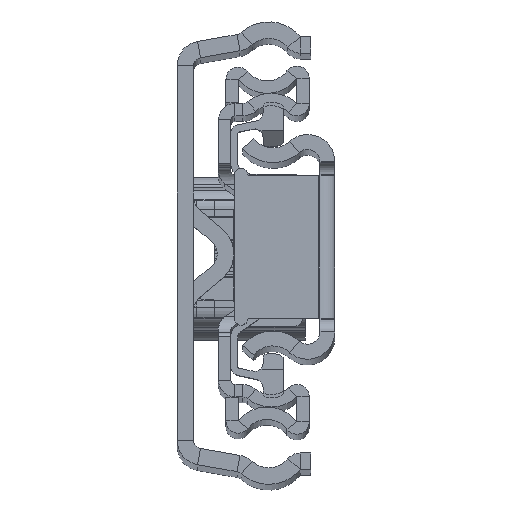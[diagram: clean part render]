
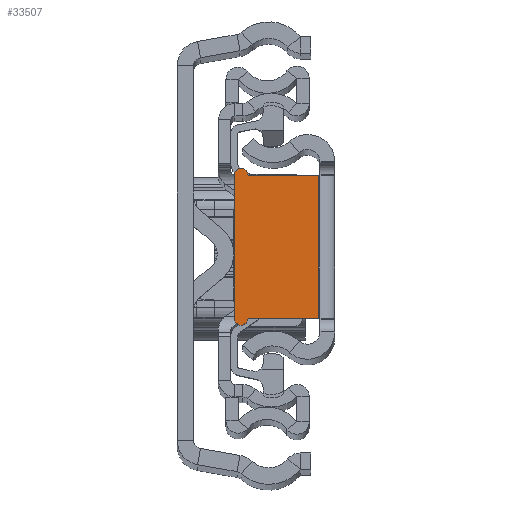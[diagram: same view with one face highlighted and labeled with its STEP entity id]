
A CAD part, top view. The second image highlights one B-rep face of the part: STEP entity #33507.
In plain terms, the highlighted planar face has unit normal (0, 0, 1).
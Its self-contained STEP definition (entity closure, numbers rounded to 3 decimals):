
#704 = VECTOR ( 'NONE', #20174, 1000. ) ;
#2352 = EDGE_CURVE ( 'NONE', #12617, #18360, #19684, .T. ) ;
#2553 = CARTESIAN_POINT ( 'NONE',  ( 0., 0., 0. ) ) ;
#3236 = EDGE_CURVE ( 'NONE', #12837, #10718, #30313, .T. ) ;
#3851 = ORIENTED_EDGE ( 'NONE', *, *, #10069, .T. ) ;
#4741 = CARTESIAN_POINT ( 'NONE',  ( -2., 0., 0. ) ) ;
#5254 = CARTESIAN_POINT ( 'NONE',  ( -12.2, -8.65, 0. ) ) ;
#5724 = DIRECTION ( 'NONE',  ( 1., 0., 0. ) ) ;
#8434 = ORIENTED_EDGE ( 'NONE', *, *, #16598, .T. ) ;
#8843 = CIRCLE ( 'NONE', #35182, 0.85 ) ;
#8947 = CARTESIAN_POINT ( 'NONE',  ( -10.5, -8.65, 0. ) ) ;
#9328 = CARTESIAN_POINT ( 'NONE',  ( -12.2, -8.65, 0. ) ) ;
#9890 = EDGE_LOOP ( 'NONE', ( #12541, #8434, #40046, #3851, #10827, #20494 ) ) ;
#10069 = EDGE_CURVE ( 'NONE', #12617, #28097, #29936, .T. ) ;
#10342 = CARTESIAN_POINT ( 'NONE',  ( -2., 8.65, 0. ) ) ;
#10718 = VERTEX_POINT ( 'NONE', #29220 ) ;
#10827 = ORIENTED_EDGE ( 'NONE', *, *, #39176, .F. ) ;
#11012 = LINE ( 'NONE', #23914, #21526 ) ;
#12541 = ORIENTED_EDGE ( 'NONE', *, *, #3236, .F. ) ;
#12617 = VERTEX_POINT ( 'NONE', #22226 ) ;
#12837 = VERTEX_POINT ( 'NONE', #5254 ) ;
#12939 = VECTOR ( 'NONE', #31758, 1000. ) ;
#16598 = EDGE_CURVE ( 'NONE', #12837, #18360, #8843, .T. ) ;
#16847 = DIRECTION ( 'NONE',  ( 0., 0., 1. ) ) ;
#18360 = VERTEX_POINT ( 'NONE', #8947 ) ;
#19684 = LINE ( 'NONE', #9328, #12939 ) ;
#20174 = DIRECTION ( 'NONE',  ( 0., 1., 0. ) ) ;
#20494 = ORIENTED_EDGE ( 'NONE', *, *, #24660, .T. ) ;
#20831 = CARTESIAN_POINT ( 'NONE',  ( -11.35, 8.65, 0. ) ) ;
#21168 = VECTOR ( 'NONE', #40272, 1000. ) ;
#21526 = VECTOR ( 'NONE', #5724, 1000. ) ;
#22215 = FACE_OUTER_BOUND ( 'NONE', #9890, .T. ) ;
#22226 = CARTESIAN_POINT ( 'NONE',  ( -2., -8.65, 0. ) ) ;
#23546 = CARTESIAN_POINT ( 'NONE',  ( -12.2, 8.65, 0. ) ) ;
#23914 = CARTESIAN_POINT ( 'NONE',  ( -1.8, 8.65, 0. ) ) ;
#24660 = EDGE_CURVE ( 'NONE', #31597, #10718, #35300, .T. ) ;
#25595 = PLANE ( 'NONE',  #27305 ) ;
#26353 = CARTESIAN_POINT ( 'NONE',  ( -11.35, -8.65, 0. ) ) ;
#26936 = CARTESIAN_POINT ( 'NONE',  ( -10.5, 8.65, 0. ) ) ;
#27305 = AXIS2_PLACEMENT_3D ( 'NONE', #2553, #28804, #41703 ) ;
#28097 = VERTEX_POINT ( 'NONE', #10342 ) ;
#28804 = DIRECTION ( 'NONE',  ( 0., 0., 1. ) ) ;
#29220 = CARTESIAN_POINT ( 'NONE',  ( -12.2, 8.65, 0. ) ) ;
#29246 = AXIS2_PLACEMENT_3D ( 'NONE', #20831, #33957, #40327 ) ;
#29761 = DIRECTION ( 'NONE',  ( -1., 0., 0. ) ) ;
#29936 = LINE ( 'NONE', #4741, #704 ) ;
#30313 = LINE ( 'NONE', #23546, #21168 ) ;
#31597 = VERTEX_POINT ( 'NONE', #26936 ) ;
#31758 = DIRECTION ( 'NONE',  ( -1., 0., 0. ) ) ;
#33507 = ADVANCED_FACE ( 'NONE', ( #22215 ), #25595, .T. ) ;
#33957 = DIRECTION ( 'NONE',  ( 0., 0., 1. ) ) ;
#35182 = AXIS2_PLACEMENT_3D ( 'NONE', #26353, #16847, #29761 ) ;
#35300 = CIRCLE ( 'NONE', #29246, 0.85 ) ;
#39176 = EDGE_CURVE ( 'NONE', #31597, #28097, #11012, .T. ) ;
#40046 = ORIENTED_EDGE ( 'NONE', *, *, #2352, .F. ) ;
#40272 = DIRECTION ( 'NONE',  ( 0., 1., 0. ) ) ;
#40327 = DIRECTION ( 'NONE',  ( 1., 0., 0. ) ) ;
#41703 = DIRECTION ( 'NONE',  ( 1., 0., 0. ) ) ;
